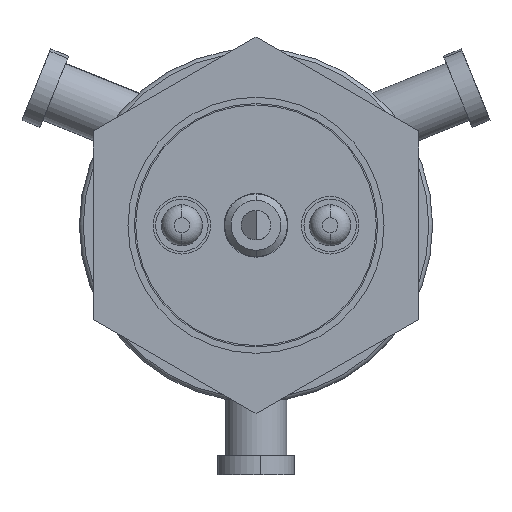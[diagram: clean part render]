
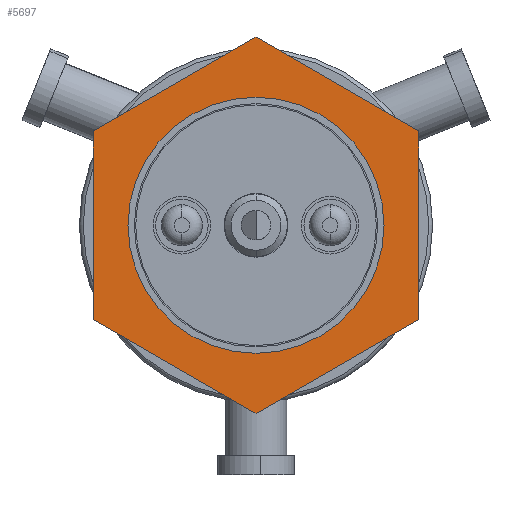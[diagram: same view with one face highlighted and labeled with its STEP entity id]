
A CAD part, front view. The second image highlights one B-rep face of the part: STEP entity #5697.
In plain terms, the highlighted planar face has unit normal (0, -1, 0).
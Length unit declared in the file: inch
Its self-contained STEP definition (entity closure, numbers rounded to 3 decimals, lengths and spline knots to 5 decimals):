
#134 = CARTESIAN_POINT ( 'NONE',  ( 0., 0.3189, 0.57874 ) ) ;
#235 = VERTEX_POINT ( 'NONE', #5760 ) ;
#522 = ORIENTED_EDGE ( 'NONE', *, *, #1520, .F. ) ;
#727 = CARTESIAN_POINT ( 'NONE',  ( 0.5, 0.3189, -0.29007 ) ) ;
#1085 = EDGE_LOOP ( 'NONE', ( #7225, #6853, #522, #1698, #7342, #6088 ) ) ;
#1117 = CARTESIAN_POINT ( 'NONE',  ( -0.5, 0.3189, 0.29007 ) ) ;
#1119 = CARTESIAN_POINT ( 'NONE',  ( -0.5, 0.3189, -0.29007 ) ) ;
#1123 = VERTEX_POINT ( 'NONE', #5487 ) ;
#1136 = VECTOR ( 'NONE', #7304, 39.37008 ) ;
#1301 = LINE ( 'NONE', #8083, #6201 ) ;
#1314 = ORIENTED_EDGE ( 'NONE', *, *, #6747, .T. ) ;
#1338 = CARTESIAN_POINT ( 'NONE',  ( -0.3937, 0.3189, 0. ) ) ;
#1494 = FACE_BOUND ( 'NONE', #1825, .T. ) ;
#1520 = EDGE_CURVE ( 'NONE', #1960, #1123, #3885, .T. ) ;
#1698 = ORIENTED_EDGE ( 'NONE', *, *, #1788, .F. ) ;
#1752 = DIRECTION ( 'NONE',  ( 0., 0., 1. ) ) ;
#1788 = EDGE_CURVE ( 'NONE', #5626, #1960, #7866, .T. ) ;
#1825 = EDGE_LOOP ( 'NONE', ( #6577, #1314 ) ) ;
#1960 = VERTEX_POINT ( 'NONE', #5245 ) ;
#1962 = CARTESIAN_POINT ( 'NONE',  ( 0., 0.3189, 0. ) ) ;
#2069 = DIRECTION ( 'NONE',  ( 0.866, 0., 0.5 ) ) ;
#2275 = EDGE_CURVE ( 'NONE', #235, #7072, #7677, .T. ) ;
#2478 = DIRECTION ( 'NONE',  ( 0., -1., 0. ) ) ;
#2550 = EDGE_CURVE ( 'NONE', #2887, #1123, #4362, .T. ) ;
#2625 = DIRECTION ( 'NONE',  ( 1., 0., 0. ) ) ;
#2679 = CARTESIAN_POINT ( 'NONE',  ( 0., 0.3189, -0.57874 ) ) ;
#2887 = VERTEX_POINT ( 'NONE', #3951 ) ;
#2989 = VECTOR ( 'NONE', #3317, 39.37008 ) ;
#3071 = PLANE ( 'NONE',  #4753 ) ;
#3175 = CIRCLE ( 'NONE', #4868, 0.3937 ) ;
#3191 = VECTOR ( 'NONE', #5844, 39.37008 ) ;
#3317 = DIRECTION ( 'NONE',  ( -0.866, 0., -0.5 ) ) ;
#3471 = CARTESIAN_POINT ( 'NONE',  ( 0., 0.3189, 0.57874 ) ) ;
#3665 = DIRECTION ( 'NONE',  ( 0., 1., 0. ) ) ;
#3885 = LINE ( 'NONE', #134, #7074 ) ;
#3951 = CARTESIAN_POINT ( 'NONE',  ( 0.5, 0.3189, 0.29007 ) ) ;
#4085 = CARTESIAN_POINT ( 'NONE',  ( 0.5, 0.3189, -0.29007 ) ) ;
#4302 = VECTOR ( 'NONE', #1752, 39.37008 ) ;
#4362 = LINE ( 'NONE', #3471, #1136 ) ;
#4410 = VERTEX_POINT ( 'NONE', #4085 ) ;
#4438 = CARTESIAN_POINT ( 'NONE',  ( 0., 0.3189, -0.57874 ) ) ;
#4618 = EDGE_CURVE ( 'NONE', #5626, #6929, #1301, .T. ) ;
#4753 = AXIS2_PLACEMENT_3D ( 'NONE', #6266, #2478, #6930 ) ;
#4868 = AXIS2_PLACEMENT_3D ( 'NONE', #7516, #3665, #8134 ) ;
#4903 = LINE ( 'NONE', #2679, #2989 ) ;
#5245 = CARTESIAN_POINT ( 'NONE',  ( -0.5, 0.3189, 0.29007 ) ) ;
#5487 = CARTESIAN_POINT ( 'NONE',  ( 0., 0.3189, 0.57874 ) ) ;
#5626 = VERTEX_POINT ( 'NONE', #1119 ) ;
#5697 = ADVANCED_FACE ( 'NONE', ( #1494, #8092 ), #3071, .T. ) ;
#5760 = CARTESIAN_POINT ( 'NONE',  ( 0.3937, 0.3189, 0. ) ) ;
#5844 = DIRECTION ( 'NONE',  ( 0., 0., -1. ) ) ;
#5940 = AXIS2_PLACEMENT_3D ( 'NONE', #1962, #6431, #2625 ) ;
#6088 = ORIENTED_EDGE ( 'NONE', *, *, #6499, .F. ) ;
#6201 = VECTOR ( 'NONE', #7598, 39.37008 ) ;
#6266 = CARTESIAN_POINT ( 'NONE',  ( 0., 0.3189, 0. ) ) ;
#6431 = DIRECTION ( 'NONE',  ( 0., 1., 0. ) ) ;
#6499 = EDGE_CURVE ( 'NONE', #4410, #6929, #4903, .T. ) ;
#6577 = ORIENTED_EDGE ( 'NONE', *, *, #2275, .T. ) ;
#6747 = EDGE_CURVE ( 'NONE', #7072, #235, #3175, .T. ) ;
#6853 = ORIENTED_EDGE ( 'NONE', *, *, #2550, .T. ) ;
#6929 = VERTEX_POINT ( 'NONE', #4438 ) ;
#6930 = DIRECTION ( 'NONE',  ( -1., 0., 0. ) ) ;
#7072 = VERTEX_POINT ( 'NONE', #1338 ) ;
#7074 = VECTOR ( 'NONE', #2069, 39.37008 ) ;
#7225 = ORIENTED_EDGE ( 'NONE', *, *, #7980, .F. ) ;
#7304 = DIRECTION ( 'NONE',  ( -0.866, 0., 0.5 ) ) ;
#7342 = ORIENTED_EDGE ( 'NONE', *, *, #4618, .T. ) ;
#7516 = CARTESIAN_POINT ( 'NONE',  ( 0., 0.3189, 0. ) ) ;
#7598 = DIRECTION ( 'NONE',  ( 0.866, 0., -0.5 ) ) ;
#7677 = CIRCLE ( 'NONE', #5940, 0.3937 ) ;
#7866 = LINE ( 'NONE', #1117, #4302 ) ;
#7980 = EDGE_CURVE ( 'NONE', #2887, #4410, #8282, .T. ) ;
#8083 = CARTESIAN_POINT ( 'NONE',  ( 0., 0.3189, -0.57874 ) ) ;
#8092 = FACE_OUTER_BOUND ( 'NONE', #1085, .T. ) ;
#8134 = DIRECTION ( 'NONE',  ( 1., 0., 0. ) ) ;
#8282 = LINE ( 'NONE', #727, #3191 ) ;
